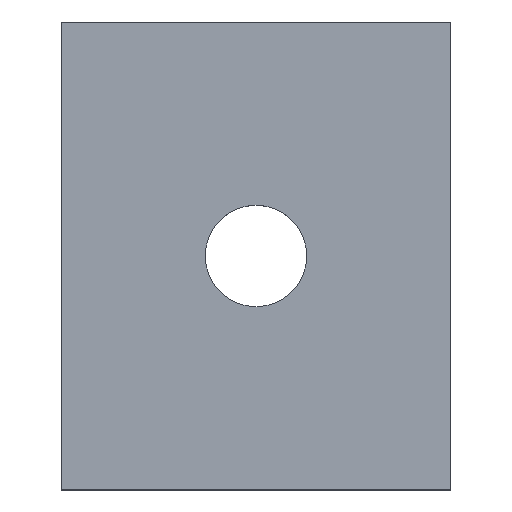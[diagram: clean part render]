
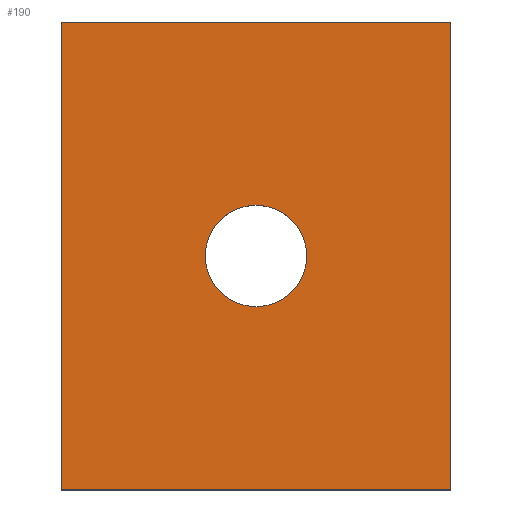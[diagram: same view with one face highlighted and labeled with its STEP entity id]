
A CAD part, top view. The second image highlights one B-rep face of the part: STEP entity #190.
In plain terms, the highlighted planar face has unit normal (0, 0, 1).
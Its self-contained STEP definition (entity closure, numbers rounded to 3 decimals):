
#1 = CARTESIAN_POINT ( 'NONE',  ( -25., -30., 6.5 ) ) ;
#4 = ORIENTED_EDGE ( 'NONE', *, *, #24, .T. ) ;
#5 = CARTESIAN_POINT ( 'NONE',  ( -25., 30., 6.5 ) ) ;
#10 = DIRECTION ( 'NONE',  ( 0., -1., 0. ) ) ;
#16 = ORIENTED_EDGE ( 'NONE', *, *, #118, .T. ) ;
#24 = EDGE_CURVE ( 'NONE', #84, #50, #275, .T. ) ;
#26 = LINE ( 'NONE', #1, #174 ) ;
#38 = CIRCLE ( 'NONE', #52, 6.5 ) ;
#43 = FACE_BOUND ( 'NONE', #235, .T. ) ;
#50 = VERTEX_POINT ( 'NONE', #5 ) ;
#52 = AXIS2_PLACEMENT_3D ( 'NONE', #85, #216, #262 ) ;
#54 = CARTESIAN_POINT ( 'NONE',  ( 25., -30., 6.5 ) ) ;
#57 = EDGE_CURVE ( 'NONE', #201, #272, #38, .T. ) ;
#62 = CARTESIAN_POINT ( 'NONE',  ( -25., 30., 6.5 ) ) ;
#63 = PLANE ( 'NONE',  #116 ) ;
#64 = CARTESIAN_POINT ( 'NONE',  ( -6.5, 0., 6.5 ) ) ;
#80 = DIRECTION ( 'NONE',  ( -1., 0., 0. ) ) ;
#81 = DIRECTION ( 'NONE',  ( 0., 0., -1. ) ) ;
#84 = VERTEX_POINT ( 'NONE', #238 ) ;
#85 = CARTESIAN_POINT ( 'NONE',  ( 0., 0., 6.5 ) ) ;
#90 = VECTOR ( 'NONE', #80, 1000. ) ;
#108 = ORIENTED_EDGE ( 'NONE', *, *, #175, .T. ) ;
#116 = AXIS2_PLACEMENT_3D ( 'NONE', #255, #81, #123 ) ;
#118 = EDGE_CURVE ( 'NONE', #50, #146, #195, .T. ) ;
#123 = DIRECTION ( 'NONE',  ( -1., 0., 0. ) ) ;
#132 = LINE ( 'NONE', #172, #220 ) ;
#142 = FACE_OUTER_BOUND ( 'NONE', #157, .T. ) ;
#146 = VERTEX_POINT ( 'NONE', #170 ) ;
#157 = EDGE_LOOP ( 'NONE', ( #16, #108, #192, #4 ) ) ;
#161 = CARTESIAN_POINT ( 'NONE',  ( 0., 0., 6.5 ) ) ;
#169 = ORIENTED_EDGE ( 'NONE', *, *, #207, .F. ) ;
#170 = CARTESIAN_POINT ( 'NONE',  ( -25., -30., 6.5 ) ) ;
#172 = CARTESIAN_POINT ( 'NONE',  ( 25., -30., 6.5 ) ) ;
#174 = VECTOR ( 'NONE', #188, 1000. ) ;
#175 = EDGE_CURVE ( 'NONE', #146, #227, #26, .T. ) ;
#179 = CIRCLE ( 'NONE', #246, 6.5 ) ;
#188 = DIRECTION ( 'NONE',  ( 1., 0., 0. ) ) ;
#190 = ADVANCED_FACE ( 'NONE', ( #142, #43 ), #63, .F. ) ;
#192 = ORIENTED_EDGE ( 'NONE', *, *, #269, .T. ) ;
#195 = LINE ( 'NONE', #260, #268 ) ;
#199 = CARTESIAN_POINT ( 'NONE',  ( 6.5, 0., 6.5 ) ) ;
#201 = VERTEX_POINT ( 'NONE', #64 ) ;
#207 = EDGE_CURVE ( 'NONE', #272, #201, #179, .T. ) ;
#216 = DIRECTION ( 'NONE',  ( 0., 0., 1. ) ) ;
#220 = VECTOR ( 'NONE', #221, 1000. ) ;
#221 = DIRECTION ( 'NONE',  ( 0., 1., 0. ) ) ;
#227 = VERTEX_POINT ( 'NONE', #54 ) ;
#235 = EDGE_LOOP ( 'NONE', ( #271, #169 ) ) ;
#238 = CARTESIAN_POINT ( 'NONE',  ( 25., 30., 6.5 ) ) ;
#246 = AXIS2_PLACEMENT_3D ( 'NONE', #161, #276, #254 ) ;
#254 = DIRECTION ( 'NONE',  ( 1., 0., 0. ) ) ;
#255 = CARTESIAN_POINT ( 'NONE',  ( -25., 30., 6.5 ) ) ;
#260 = CARTESIAN_POINT ( 'NONE',  ( -25., -30., 6.5 ) ) ;
#262 = DIRECTION ( 'NONE',  ( 1., 0., 0. ) ) ;
#268 = VECTOR ( 'NONE', #10, 1000. ) ;
#269 = EDGE_CURVE ( 'NONE', #227, #84, #132, .T. ) ;
#271 = ORIENTED_EDGE ( 'NONE', *, *, #57, .F. ) ;
#272 = VERTEX_POINT ( 'NONE', #199 ) ;
#275 = LINE ( 'NONE', #62, #90 ) ;
#276 = DIRECTION ( 'NONE',  ( 0., 0., 1. ) ) ;
